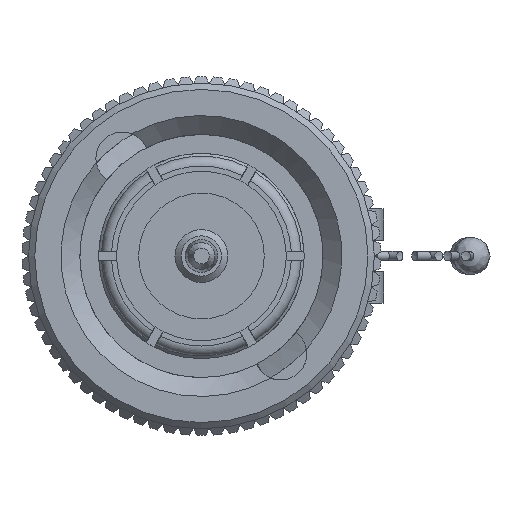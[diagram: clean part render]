
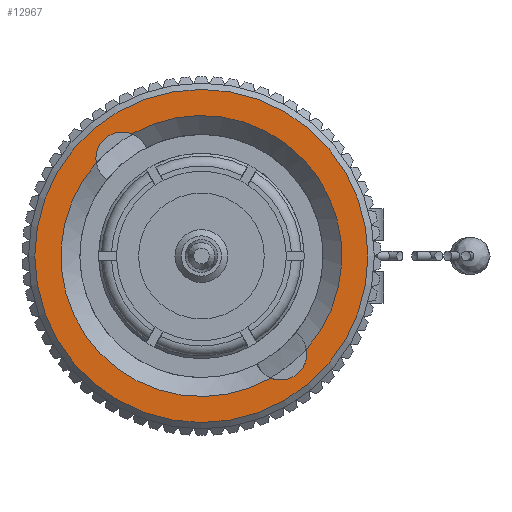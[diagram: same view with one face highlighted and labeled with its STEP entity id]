
A CAD part, left-side view. The second image highlights one B-rep face of the part: STEP entity #12967.
In plain terms, the highlighted planar face has unit normal (-1, 0, 0).
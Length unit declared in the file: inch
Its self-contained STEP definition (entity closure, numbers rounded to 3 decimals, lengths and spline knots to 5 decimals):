
#378 = AXIS2_PLACEMENT_3D ( 'NONE', #4700, #13496, #13412 ) ;
#937 = DIRECTION ( 'NONE',  ( 0., 0., -1. ) ) ;
#967 = CARTESIAN_POINT ( 'NONE',  ( 0., 0., 0. ) ) ;
#1750 = CARTESIAN_POINT ( 'NONE',  ( 0., -0.16721, -0.1483 ) ) ;
#2554 = FACE_OUTER_BOUND ( 'NONE', #11139, .T. ) ;
#2609 = DIRECTION ( 'NONE',  ( 0., 0., -1. ) ) ;
#2628 = PLANE ( 'NONE',  #9182 ) ;
#2652 = VERTEX_POINT ( 'NONE', #14467 ) ;
#2851 = ORIENTED_EDGE ( 'NONE', *, *, #11010, .F. ) ;
#3297 = EDGE_CURVE ( 'NONE', #4103, #4103, #16519, .T. ) ;
#3650 = CIRCLE ( 'NONE', #4466, 0.2235 ) ;
#3807 = ORIENTED_EDGE ( 'NONE', *, *, #3297, .T. ) ;
#4103 = VERTEX_POINT ( 'NONE', #7118 ) ;
#4108 = DIRECTION ( 'NONE',  ( -1., 0., 0. ) ) ;
#4197 = CARTESIAN_POINT ( 'NONE',  ( 0., -0.12592, -0.15539 ) ) ;
#4466 = AXIS2_PLACEMENT_3D ( 'NONE', #11044, #5028, #5444 ) ;
#4700 = CARTESIAN_POINT ( 'NONE',  ( 0., 0.12592, 0.15539 ) ) ;
#4845 = DIRECTION ( 'NONE',  ( 1., 0., 0. ) ) ;
#4922 = AXIS2_PLACEMENT_3D ( 'NONE', #6142, #11282, #937 ) ;
#4996 = EDGE_LOOP ( 'NONE', ( #2851, #10808, #6333, #9726 ) ) ;
#5028 = DIRECTION ( 'NONE',  ( 1., 0., 0. ) ) ;
#5444 = DIRECTION ( 'NONE',  ( 0., 0., -1. ) ) ;
#5464 = CIRCLE ( 'NONE', #378, 0.0419 ) ;
#5578 = DIRECTION ( 'NONE',  ( 0., 0., -1. ) ) ;
#5977 = CARTESIAN_POINT ( 'NONE',  ( 0., 0.11042, 0.19432 ) ) ;
#6142 = CARTESIAN_POINT ( 'NONE',  ( 0., 0., 0. ) ) ;
#6333 = ORIENTED_EDGE ( 'NONE', *, *, #11074, .F. ) ;
#7032 = DIRECTION ( 'NONE',  ( 0., 0., -1. ) ) ;
#7118 = CARTESIAN_POINT ( 'NONE',  ( 0., 0., -0.265 ) ) ;
#7737 = FACE_BOUND ( 'NONE', #4996, .T. ) ;
#8650 = AXIS2_PLACEMENT_3D ( 'NONE', #4197, #4108, #7032 ) ;
#9182 = AXIS2_PLACEMENT_3D ( 'NONE', #967, #4845, #5578 ) ;
#9375 = AXIS2_PLACEMENT_3D ( 'NONE', #14028, #12935, #2609 ) ;
#9645 = VERTEX_POINT ( 'NONE', #13143 ) ;
#9726 = ORIENTED_EDGE ( 'NONE', *, *, #10158, .T. ) ;
#10158 = EDGE_CURVE ( 'NONE', #16440, #14399, #16077, .T. ) ;
#10808 = ORIENTED_EDGE ( 'NONE', *, *, #16443, .T. ) ;
#11010 = EDGE_CURVE ( 'NONE', #2652, #14399, #15016, .T. ) ;
#11044 = CARTESIAN_POINT ( 'NONE',  ( 0., 0., 0. ) ) ;
#11074 = EDGE_CURVE ( 'NONE', #16440, #9645, #5464, .T. ) ;
#11139 = EDGE_LOOP ( 'NONE', ( #3807 ) ) ;
#11282 = DIRECTION ( 'NONE',  ( 1., 0., 0. ) ) ;
#12935 = DIRECTION ( 'NONE',  ( -1., 0., 0. ) ) ;
#12967 = ADVANCED_FACE ( 'NONE', ( #7737, #2554 ), #2628, .F. ) ;
#13143 = CARTESIAN_POINT ( 'NONE',  ( 0., 0.16721, 0.1483 ) ) ;
#13412 = DIRECTION ( 'NONE',  ( 0., 0., -1. ) ) ;
#13496 = DIRECTION ( 'NONE',  ( -1., 0., 0. ) ) ;
#14028 = CARTESIAN_POINT ( 'NONE',  ( 0., 0., 0. ) ) ;
#14399 = VERTEX_POINT ( 'NONE', #1750 ) ;
#14467 = CARTESIAN_POINT ( 'NONE',  ( 0., -0.11042, -0.19432 ) ) ;
#15016 = CIRCLE ( 'NONE', #8650, 0.0419 ) ;
#16077 = CIRCLE ( 'NONE', #4922, 0.2235 ) ;
#16440 = VERTEX_POINT ( 'NONE', #5977 ) ;
#16443 = EDGE_CURVE ( 'NONE', #2652, #9645, #3650, .T. ) ;
#16519 = CIRCLE ( 'NONE', #9375, 0.265 ) ;
